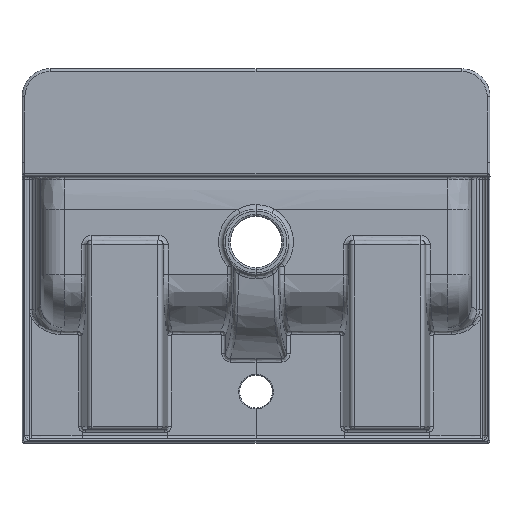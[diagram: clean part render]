
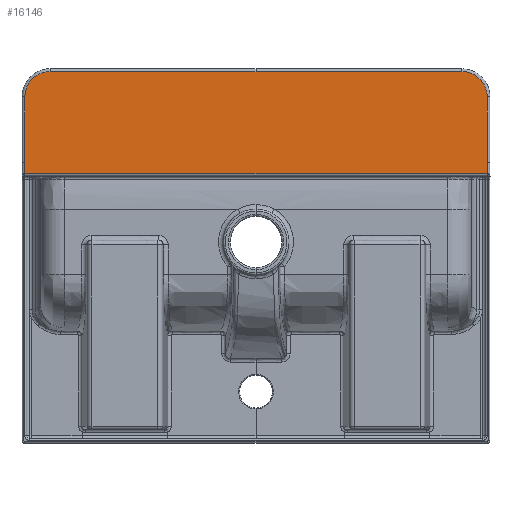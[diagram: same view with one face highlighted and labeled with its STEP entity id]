
A CAD part, front view. The second image highlights one B-rep face of the part: STEP entity #16146.
In plain terms, the highlighted planar face has unit normal (0, -1, 0).
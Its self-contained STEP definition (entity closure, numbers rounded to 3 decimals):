
#4117=DIRECTION('',(1.,0.,0.));
#4118=VECTOR('',#4117,494.);
#4119=CARTESIAN_POINT('',(-247.,-140.,288.));
#4120=LINE('',#4119,#4118);
#4121=DIRECTION('',(0.,0.,1.));
#4122=VECTOR('',#4121,12.);
#4123=CARTESIAN_POINT('',(-247.,-140.,288.));
#4124=LINE('',#4123,#4122);
#4125=CARTESIAN_POINT('',(-247.,-140.,300.));
#4126=CARTESIAN_POINT('',(-247.,-140.,323.333));
#4127=CARTESIAN_POINT('',(-247.,-140.,346.667));
#4128=CARTESIAN_POINT('',(-247.,-140.,370.));
#4130=CARTESIAN_POINT('',(-247.,-140.,370.));
#4131=CARTESIAN_POINT('',(-247.,-140.,370.978));
#4132=CARTESIAN_POINT('',(-246.89,-140.,372.975));
#4133=CARTESIAN_POINT('',(-246.395,-140.,375.973));
#4134=CARTESIAN_POINT('',(-245.424,-140.,379.332));
#4135=CARTESIAN_POINT('',(-243.849,-140.,382.888));
#4136=CARTESIAN_POINT('',(-241.445,-140.,386.621));
#4137=CARTESIAN_POINT('',(-238.328,-140.,389.988));
#4138=CARTESIAN_POINT('',(-235.081,-140.,392.505));
#4139=CARTESIAN_POINT('',(-231.987,-140.,394.271));
#4140=CARTESIAN_POINT('',(-229.092,-140.,395.479));
#4141=CARTESIAN_POINT('',(-226.446,-140.,396.26));
#4142=CARTESIAN_POINT('',(-224.06,-140.,396.725));
#4143=CARTESIAN_POINT('',(-221.917,-140.,396.958));
#4144=CARTESIAN_POINT('',(-220.616,-140.,397.));
#4145=CARTESIAN_POINT('',(-220.,-140.,397.));
#4147=CARTESIAN_POINT('',(-220.,-140.,397.));
#4148=CARTESIAN_POINT('',(-146.667,-140.,397.));
#4149=CARTESIAN_POINT('',(-73.333,-140.,397.));
#4150=CARTESIAN_POINT('',(0.,-140.,397.));
#4152=CARTESIAN_POINT('',(0.,-140.,397.));
#4153=CARTESIAN_POINT('',(73.333,-140.,397.));
#4154=CARTESIAN_POINT('',(146.667,-140.,397.));
#4155=CARTESIAN_POINT('',(220.,-140.,397.));
#4157=CARTESIAN_POINT('',(220.,-140.,397.));
#4158=CARTESIAN_POINT('',(220.977,-140.,397.));
#4159=CARTESIAN_POINT('',(222.969,-140.,396.89));
#4160=CARTESIAN_POINT('',(225.954,-140.,396.399));
#4161=CARTESIAN_POINT('',(229.297,-140.,395.436));
#4162=CARTESIAN_POINT('',(232.836,-140.,393.875));
#4163=CARTESIAN_POINT('',(236.55,-140.,391.497));
#4164=CARTESIAN_POINT('',(239.914,-140.,388.408));
#4165=CARTESIAN_POINT('',(242.452,-140.,385.162));
#4166=CARTESIAN_POINT('',(244.24,-140.,382.051));
#4167=CARTESIAN_POINT('',(245.461,-140.,379.143));
#4168=CARTESIAN_POINT('',(246.251,-140.,376.483));
#4169=CARTESIAN_POINT('',(246.722,-140.,374.083));
#4170=CARTESIAN_POINT('',(246.957,-140.,371.927));
#4171=CARTESIAN_POINT('',(247.,-140.,370.619));
#4172=CARTESIAN_POINT('',(247.,-140.,370.));
#4174=CARTESIAN_POINT('',(247.,-140.,370.));
#4175=CARTESIAN_POINT('',(247.,-140.,346.667));
#4176=CARTESIAN_POINT('',(247.,-140.,323.333));
#4177=CARTESIAN_POINT('',(247.,-140.,300.));
#4179=DIRECTION('',(0.,0.,-1.));
#4180=VECTOR('',#4179,12.);
#4181=CARTESIAN_POINT('',(247.,-140.,300.));
#4182=LINE('',#4181,#4180);
#5816=CARTESIAN_POINT('',(-247.,-140.,288.));
#5817=CARTESIAN_POINT('',(247.,-140.,288.));
#5818=VERTEX_POINT('',#5816);
#5819=VERTEX_POINT('',#5817);
#5820=CARTESIAN_POINT('',(247.,-140.,300.));
#5821=VERTEX_POINT('',#5820);
#5828=VERTEX_POINT('',#4174);
#5830=VERTEX_POINT('',#4157);
#5832=VERTEX_POINT('',#4152);
#5834=VERTEX_POINT('',#4147);
#5836=VERTEX_POINT('',#4130);
#5839=VERTEX_POINT('',#4125);
#16125=CARTESIAN_POINT('',(0.,-140.,300.));
#16126=DIRECTION('',(0.,1.,0.));
#16127=DIRECTION('',(0.,0.,1.));
#16128=AXIS2_PLACEMENT_3D('',#16125,#16126,#16127);
#16129=PLANE('',#16128);
#16130=ORIENTED_EDGE('',*,*,#14563,.F.);
#16131=ORIENTED_EDGE('',*,*,#14694,.T.);
#16132=ORIENTED_EDGE('',*,*,#14729,.T.);
#16134=ORIENTED_EDGE('',*,*,#16133,.T.);
#16136=ORIENTED_EDGE('',*,*,#16135,.T.);
#16138=ORIENTED_EDGE('',*,*,#16137,.T.);
#16140=ORIENTED_EDGE('',*,*,#16139,.T.);
#16142=ORIENTED_EDGE('',*,*,#16141,.T.);
#16143=ORIENTED_EDGE('',*,*,#16115,.T.);
#16144=EDGE_LOOP('',(#16130,#16131,#16132,#16134,#16136,#16138,#16140,#16142,
#16143));
#16145=FACE_OUTER_BOUND('',#16144,.F.);
#16146=ADVANCED_FACE('',(#16145),#16129,.F.);
#4129=B_SPLINE_CURVE_WITH_KNOTS('',3,(#4125,#4126,#4127,#4128),.UNSPECIFIED.,
.F.,.F.,(4,4),(0.,1.),.UNSPECIFIED.);
#4146=B_SPLINE_CURVE_WITH_KNOTS('',3,(#4130,#4131,#4132,#4133,#4134,#4135,#4136,
#4137,#4138,#4139,#4140,#4141,#4142,#4143,#4144,#4145),.UNSPECIFIED.,.F.,.F.,(4,
1,1,1,1,1,1,1,1,1,1,1,1,4),(0.,0.077,0.154,
0.231,0.308,0.385,0.462,
0.538,0.615,0.692,0.769,
0.846,0.923,1.),.UNSPECIFIED.);
#4151=B_SPLINE_CURVE_WITH_KNOTS('',3,(#4147,#4148,#4149,#4150),.UNSPECIFIED.,
.F.,.F.,(4,4),(0.,1.),.UNSPECIFIED.);
#4156=B_SPLINE_CURVE_WITH_KNOTS('',3,(#4152,#4153,#4154,#4155),.UNSPECIFIED.,
.F.,.F.,(4,4),(0.,1.),.UNSPECIFIED.);
#4173=B_SPLINE_CURVE_WITH_KNOTS('',3,(#4157,#4158,#4159,#4160,#4161,#4162,#4163,
#4164,#4165,#4166,#4167,#4168,#4169,#4170,#4171,#4172),.UNSPECIFIED.,.F.,.F.,(4,
1,1,1,1,1,1,1,1,1,1,1,1,4),(0.,0.077,0.154,
0.231,0.308,0.385,0.462,
0.538,0.615,0.692,0.769,
0.846,0.923,1.),.UNSPECIFIED.);
#4178=B_SPLINE_CURVE_WITH_KNOTS('',3,(#4174,#4175,#4176,#4177),.UNSPECIFIED.,
.F.,.F.,(4,4),(0.,1.),.UNSPECIFIED.);
#14563=EDGE_CURVE('',#5818,#5819,#4120,.T.);
#14694=EDGE_CURVE('',#5818,#5839,#4124,.T.);
#14729=EDGE_CURVE('',#5839,#5836,#4129,.T.);
#16115=EDGE_CURVE('',#5821,#5819,#4182,.T.);
#16133=EDGE_CURVE('',#5836,#5834,#4146,.T.);
#16135=EDGE_CURVE('',#5834,#5832,#4151,.T.);
#16137=EDGE_CURVE('',#5832,#5830,#4156,.T.);
#16139=EDGE_CURVE('',#5830,#5828,#4173,.T.);
#16141=EDGE_CURVE('',#5828,#5821,#4178,.T.);
